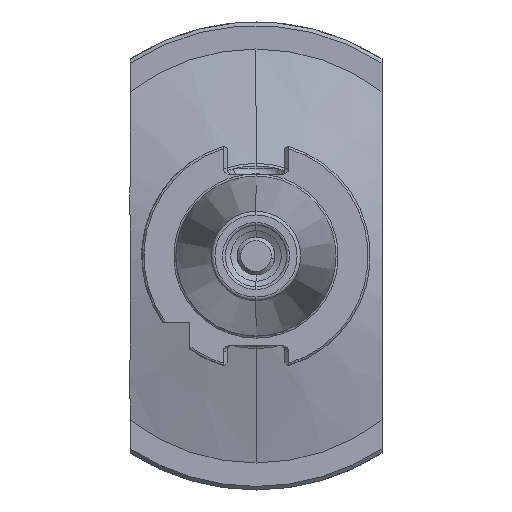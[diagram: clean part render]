
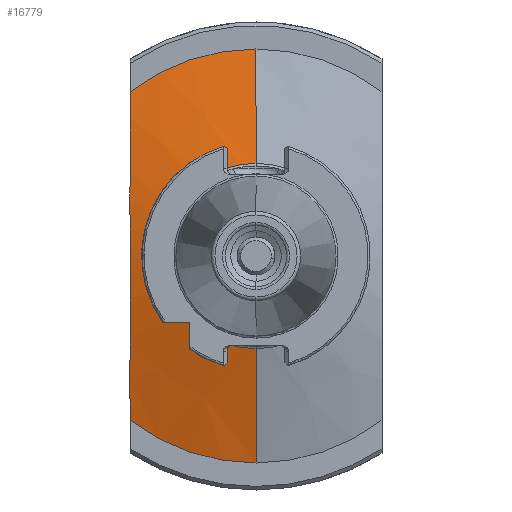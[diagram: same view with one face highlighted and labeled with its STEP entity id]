
A CAD part, left-side view. The second image highlights one B-rep face of the part: STEP entity #16779.
In plain terms, the highlighted conical face has half-angle 75 degrees and reference radius 57.5 mm.
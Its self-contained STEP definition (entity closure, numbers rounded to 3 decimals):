
#167 = CARTESIAN_POINT ( 'NONE',  ( 44.1, 0., -57.5 ) ) ;
#686 = DIRECTION ( 'NONE',  ( 0., 0., -1. ) ) ;
#846 = DIRECTION ( 'NONE',  ( 1., 0., 0. ) ) ;
#1114 = CARTESIAN_POINT ( 'NONE',  ( 44.1, 0., 57.5 ) ) ;
#1349 = DIRECTION ( 'NONE',  ( 1., 0., 0. ) ) ;
#1846 = CARTESIAN_POINT ( 'NONE',  ( 38.066, 35., 3.642 ) ) ;
#1911 = CIRCLE ( 'NONE', #14193, 57.5 ) ;
#2813 = VECTOR ( 'NONE', #26012, 1000. ) ;
#4077 = CARTESIAN_POINT ( 'NONE',  ( 38.255, 35., -7.848 ) ) ;
#4451 = CARTESIAN_POINT ( 'NONE',  ( 44.1, 0., 57.5 ) ) ;
#6187 = CARTESIAN_POINT ( 'NONE',  ( 41.115, 35., 30.52 ) ) ;
#6283 = CARTESIAN_POINT ( 'NONE',  ( 39.362, 35., -19.245 ) ) ;
#7445 = CARTESIAN_POINT ( 'NONE',  ( 35.59, 0., 25.741 ) ) ;
#7877 = VERTEX_POINT ( 'NONE', #7445 ) ;
#8238 = ORIENTED_EDGE ( 'NONE', *, *, #18241, .T. ) ;
#8325 = EDGE_CURVE ( 'NONE', #18307, #20241, #15708, .T. ) ;
#8416 = CARTESIAN_POINT ( 'NONE',  ( 39.62, 35., 20.993 ) ) ;
#8504 = CARTESIAN_POINT ( 'NONE',  ( 41.125, 35., -30.576 ) ) ;
#8792 = DIRECTION ( 'NONE',  ( 1., 0., 0. ) ) ;
#9118 = CARTESIAN_POINT ( 'NONE',  ( 35.59, 0., -25.741 ) ) ;
#9645 = VERTEX_POINT ( 'NONE', #1114 ) ;
#10069 = ORIENTED_EDGE ( 'NONE', *, *, #19994, .T. ) ;
#10457 = AXIS2_PLACEMENT_3D ( 'NONE', #14536, #1349, #16688 ) ;
#10506 = AXIS2_PLACEMENT_3D ( 'NONE', #14040, #846, #16219 ) ;
#10560 = CARTESIAN_POINT ( 'NONE',  ( 44.1, 35., 45.621 ) ) ;
#10654 = CARTESIAN_POINT ( 'NONE',  ( 39.024, 35., 16.193 ) ) ;
#10744 = CARTESIAN_POINT ( 'NONE',  ( 43.302, 35., -41.865 ) ) ;
#11127 = CARTESIAN_POINT ( 'NONE',  ( 44.1, 0., 0. ) ) ;
#12856 = CARTESIAN_POINT ( 'NONE',  ( 38.723, 35., 13.3 ) ) ;
#13713 = B_SPLINE_CURVE_WITH_KNOTS ( 'NONE', 3,
 ( #10560, #23409, #19198, #6187, #21357, #8416, #23510, #10654, #25654, #12856, #27769, #15014, #1846, #17154, #4077, #19290, #6283, #21449, #8504, #23600, #10744, #25742 ),
 .UNSPECIFIED., .F., .F.,
 ( 4, 2, 2, 2, 2, 2, 2, 2, 2, 2, 4 ),
 ( 0.177, 0.189, 0.2, 0.206, 0.209, 0.212, 0.223, 0.235, 0.246, 0.258, 0.27 ),
 .UNSPECIFIED. ) ;
#13800 = CIRCLE ( 'NONE', #10457, 25.741 ) ;
#13891 = DIRECTION ( 'NONE',  ( 1., 0., 0. ) ) ;
#14040 = CARTESIAN_POINT ( 'NONE',  ( 44.1, 0., 0. ) ) ;
#14193 = AXIS2_PLACEMENT_3D ( 'NONE', #26678, #13891, #686 ) ;
#14536 = CARTESIAN_POINT ( 'NONE',  ( 35.59, 0., 0. ) ) ;
#14731 = VERTEX_POINT ( 'NONE', #22338 ) ;
#14954 = VECTOR ( 'NONE', #22073, 1000. ) ;
#15014 = CARTESIAN_POINT ( 'NONE',  ( 38.233, 35., 7.496 ) ) ;
#15195 = VERTEX_POINT ( 'NONE', #9118 ) ;
#15659 = ORIENTED_EDGE ( 'NONE', *, *, #25384, .F. ) ;
#15708 = CIRCLE ( 'NONE', #10506, 57.5 ) ;
#16219 = DIRECTION ( 'NONE',  ( 0., 0., -1. ) ) ;
#16630 = EDGE_LOOP ( 'NONE', ( #10069, #8238, #15659, #20357, #20882, #16854 ) ) ;
#16688 = DIRECTION ( 'NONE',  ( 0., 0., 1. ) ) ;
#16779 = ADVANCED_FACE ( 'NONE', ( #19886 ), #18569, .T. ) ;
#16854 = ORIENTED_EDGE ( 'NONE', *, *, #25857, .F. ) ;
#17154 = CARTESIAN_POINT ( 'NONE',  ( 38.077, 35., -4.03 ) ) ;
#18241 = EDGE_CURVE ( 'NONE', #7877, #9645, #19506, .T. ) ;
#18307 = VERTEX_POINT ( 'NONE', #167 ) ;
#18569 = CONICAL_SURFACE ( 'NONE', #26093, 57.5, 1.309 ) ;
#19198 = CARTESIAN_POINT ( 'NONE',  ( 42.534, 35., 38.088 ) ) ;
#19290 = CARTESIAN_POINT ( 'NONE',  ( 38.899, 35., -15.456 ) ) ;
#19506 = LINE ( 'NONE', #4451, #2813 ) ;
#19886 = FACE_OUTER_BOUND ( 'NONE', #16630, .T. ) ;
#19916 = CARTESIAN_POINT ( 'NONE',  ( 44.1, 0., -57.5 ) ) ;
#19994 = EDGE_CURVE ( 'NONE', #15195, #7877, #13800, .T. ) ;
#20241 = VERTEX_POINT ( 'NONE', #23774 ) ;
#20357 = ORIENTED_EDGE ( 'NONE', *, *, #26474, .T. ) ;
#20882 = ORIENTED_EDGE ( 'NONE', *, *, #8325, .F. ) ;
#21357 = CARTESIAN_POINT ( 'NONE',  ( 40.461, 35., 26.722 ) ) ;
#21449 = CARTESIAN_POINT ( 'NONE',  ( 40.475, 35., -26.806 ) ) ;
#21807 = DIRECTION ( 'NONE',  ( 0., 0., -1. ) ) ;
#22073 = DIRECTION ( 'NONE',  ( 0.259, 0., -0.966 ) ) ;
#22338 = CARTESIAN_POINT ( 'NONE',  ( 44.1, 35., 45.621 ) ) ;
#23409 = CARTESIAN_POINT ( 'NONE',  ( 43.3, 35., 41.858 ) ) ;
#23510 = CARTESIAN_POINT ( 'NONE',  ( 39.364, 35., 19.077 ) ) ;
#23600 = CARTESIAN_POINT ( 'NONE',  ( 42.538, 35., -38.106 ) ) ;
#23774 = CARTESIAN_POINT ( 'NONE',  ( 44.1, 35., -45.621 ) ) ;
#25384 = EDGE_CURVE ( 'NONE', #14731, #9645, #1911, .T. ) ;
#25654 = CARTESIAN_POINT ( 'NONE',  ( 38.918, 35., 15.23 ) ) ;
#25742 = CARTESIAN_POINT ( 'NONE',  ( 44.1, 35., -45.621 ) ) ;
#25857 = EDGE_CURVE ( 'NONE', #15195, #18307, #26302, .T. ) ;
#26012 = DIRECTION ( 'NONE',  ( 0.259, 0., 0.966 ) ) ;
#26093 = AXIS2_PLACEMENT_3D ( 'NONE', #11127, #8792, #21807 ) ;
#26302 = LINE ( 'NONE', #19916, #14954 ) ;
#26474 = EDGE_CURVE ( 'NONE', #14731, #20241, #13713, .T. ) ;
#26678 = CARTESIAN_POINT ( 'NONE',  ( 44.1, 0., 0. ) ) ;
#27769 = CARTESIAN_POINT ( 'NONE',  ( 38.633, 35., 12.332 ) ) ;
